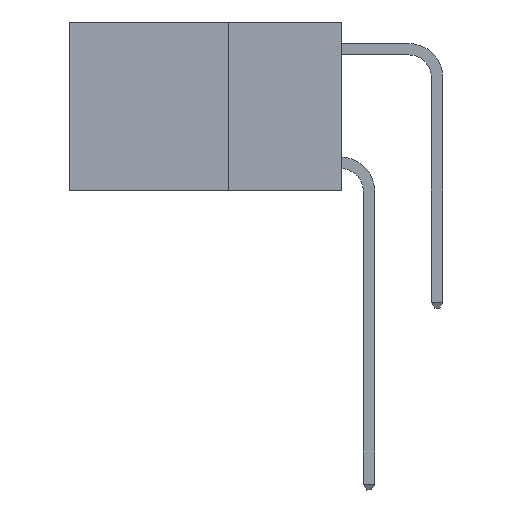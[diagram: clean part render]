
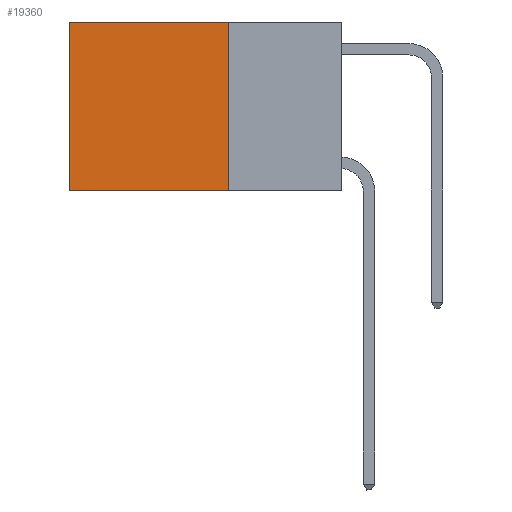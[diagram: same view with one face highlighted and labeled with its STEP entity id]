
A CAD part, left-side view. The second image highlights one B-rep face of the part: STEP entity #19360.
In plain terms, the highlighted planar face has unit normal (-1, 0, 0).
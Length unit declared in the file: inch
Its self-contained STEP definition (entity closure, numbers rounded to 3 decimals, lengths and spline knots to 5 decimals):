
#60 = VERTEX_POINT ( 'NONE', #7744 ) ;
#551 = CARTESIAN_POINT ( 'NONE',  ( 0.2625, 0.6, 0. ) ) ;
#3497 = EDGE_LOOP ( 'NONE', ( #8272, #9199, #5579, #11918 ) ) ;
#3565 = CARTESIAN_POINT ( 'NONE',  ( 0.2625, 0.25, 0. ) ) ;
#4565 = LINE ( 'NONE', #16755, #7159 ) ;
#5331 = DIRECTION ( 'NONE',  ( 0., 0., -1. ) ) ;
#5579 = ORIENTED_EDGE ( 'NONE', *, *, #20920, .F. ) ;
#5932 = VERTEX_POINT ( 'NONE', #16338 ) ;
#7072 = DIRECTION ( 'NONE',  ( 1., 0., 0. ) ) ;
#7159 = VECTOR ( 'NONE', #19300, 39.37008 ) ;
#7744 = CARTESIAN_POINT ( 'NONE',  ( 0.2625, 0.25, -0.37 ) ) ;
#8272 = ORIENTED_EDGE ( 'NONE', *, *, #20454, .T. ) ;
#8370 = VECTOR ( 'NONE', #11527, 39.37008 ) ;
#9199 = ORIENTED_EDGE ( 'NONE', *, *, #15908, .F. ) ;
#11527 = DIRECTION ( 'NONE',  ( 0., 0., -1. ) ) ;
#11918 = ORIENTED_EDGE ( 'NONE', *, *, #18565, .T. ) ;
#12655 = CARTESIAN_POINT ( 'NONE',  ( 0.2625, 0.25, 0. ) ) ;
#12988 = CARTESIAN_POINT ( 'NONE',  ( 0.2625, 0.25, 0. ) ) ;
#13430 = AXIS2_PLACEMENT_3D ( 'NONE', #18105, #7072, #5331 ) ;
#14383 = FACE_OUTER_BOUND ( 'NONE', #3497, .T. ) ;
#14548 = LINE ( 'NONE', #551, #8370 ) ;
#15908 = EDGE_CURVE ( 'NONE', #60, #19636, #4565, .T. ) ;
#15957 = DIRECTION ( 'NONE',  ( 0., 1., 0. ) ) ;
#16338 = CARTESIAN_POINT ( 'NONE',  ( 0.2625, 0.6, 0. ) ) ;
#16755 = CARTESIAN_POINT ( 'NONE',  ( 0.2625, 0.25, -0.37 ) ) ;
#17738 = PLANE ( 'NONE',  #13430 ) ;
#18105 = CARTESIAN_POINT ( 'NONE',  ( 0.2625, 0.25, 0. ) ) ;
#18443 = DIRECTION ( 'NONE',  ( 0., 0., -1. ) ) ;
#18565 = EDGE_CURVE ( 'NONE', #18952, #5932, #19462, .T. ) ;
#18952 = VERTEX_POINT ( 'NONE', #12655 ) ;
#19078 = VECTOR ( 'NONE', #18443, 39.37008 ) ;
#19300 = DIRECTION ( 'NONE',  ( 0., 1., 0. ) ) ;
#19360 = ADVANCED_FACE ( 'NONE', ( #14383 ), #17738, .F. ) ;
#19462 = LINE ( 'NONE', #3565, #19690 ) ;
#19636 = VERTEX_POINT ( 'NONE', #20409 ) ;
#19690 = VECTOR ( 'NONE', #15957, 39.37008 ) ;
#20409 = CARTESIAN_POINT ( 'NONE',  ( 0.2625, 0.6, -0.37 ) ) ;
#20454 = EDGE_CURVE ( 'NONE', #5932, #19636, #14548, .T. ) ;
#20920 = EDGE_CURVE ( 'NONE', #18952, #60, #22057, .T. ) ;
#22057 = LINE ( 'NONE', #12988, #19078 ) ;
